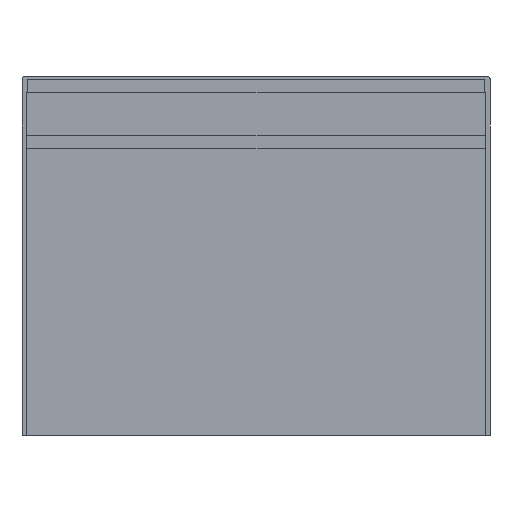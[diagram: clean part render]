
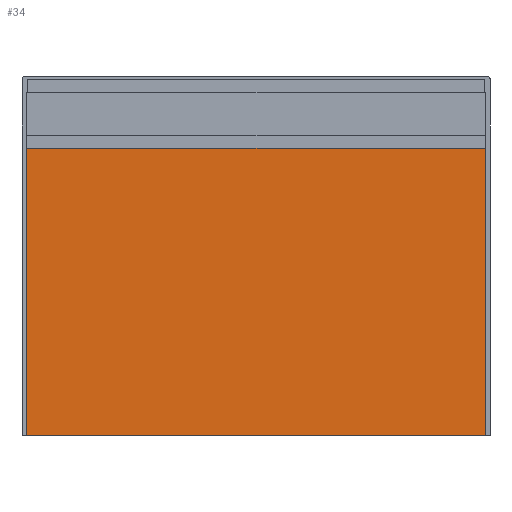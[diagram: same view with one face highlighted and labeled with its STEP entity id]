
A CAD part, front view. The second image highlights one B-rep face of the part: STEP entity #34.
In plain terms, the highlighted planar face has unit normal (0, -1, 0).
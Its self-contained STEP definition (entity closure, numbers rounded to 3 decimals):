
#34 = ADVANCED_FACE ( 'NONE', ( #4499 ), #2382, .T. ) ;
#39 = ORIENTED_EDGE ( 'NONE', *, *, #1410, .F. ) ;
#120 = VERTEX_POINT ( 'NONE', #4771 ) ;
#307 = DIRECTION ( 'NONE',  ( 0., -1., 0. ) ) ;
#363 = CARTESIAN_POINT ( 'NONE',  ( 675.441, -490.1, 368.1 ) ) ;
#592 = DIRECTION ( 'NONE',  ( -1., 0., 0. ) ) ;
#790 = VERTEX_POINT ( 'NONE', #1299 ) ;
#1078 = LINE ( 'NONE', #5760, #3169 ) ;
#1121 = AXIS2_PLACEMENT_3D ( 'NONE', #3438, #307, #1908 ) ;
#1299 = CARTESIAN_POINT ( 'NONE',  ( 294., -490.1, 0. ) ) ;
#1410 = EDGE_CURVE ( 'NONE', #1696, #1609, #1078, .T. ) ;
#1439 = EDGE_CURVE ( 'NONE', #120, #1609, #3011, .T. ) ;
#1589 = CARTESIAN_POINT ( 'NONE',  ( 675.441, -490.1, 0. ) ) ;
#1609 = VERTEX_POINT ( 'NONE', #2961 ) ;
#1696 = VERTEX_POINT ( 'NONE', #5013 ) ;
#1908 = DIRECTION ( 'NONE',  ( 0., 0., -1. ) ) ;
#2382 = PLANE ( 'NONE',  #1121 ) ;
#2620 = VECTOR ( 'NONE', #592, 1000. ) ;
#2634 = EDGE_CURVE ( 'NONE', #790, #1696, #4722, .T. ) ;
#2717 = VECTOR ( 'NONE', #3550, 1000. ) ;
#2961 = CARTESIAN_POINT ( 'NONE',  ( -294., -490.1, 368.1 ) ) ;
#3011 = LINE ( 'NONE', #363, #4367 ) ;
#3162 = DIRECTION ( 'NONE',  ( 0., 0., 1. ) ) ;
#3169 = VECTOR ( 'NONE', #3162, 1000. ) ;
#3438 = CARTESIAN_POINT ( 'NONE',  ( 675.441, -490.1, 0. ) ) ;
#3451 = EDGE_LOOP ( 'NONE', ( #5196, #4889, #39, #5529 ) ) ;
#3550 = DIRECTION ( 'NONE',  ( 0., 0., -1. ) ) ;
#4006 = DIRECTION ( 'NONE',  ( -1., 0., 0. ) ) ;
#4367 = VECTOR ( 'NONE', #4006, 1000. ) ;
#4499 = FACE_OUTER_BOUND ( 'NONE', #3451, .T. ) ;
#4722 = LINE ( 'NONE', #1589, #2620 ) ;
#4771 = CARTESIAN_POINT ( 'NONE',  ( 294., -490.1, 368.1 ) ) ;
#4889 = ORIENTED_EDGE ( 'NONE', *, *, #1439, .T. ) ;
#5013 = CARTESIAN_POINT ( 'NONE',  ( -294., -490.1, 0. ) ) ;
#5029 = CARTESIAN_POINT ( 'NONE',  ( 294., -490.1, 0. ) ) ;
#5196 = ORIENTED_EDGE ( 'NONE', *, *, #6289, .F. ) ;
#5529 = ORIENTED_EDGE ( 'NONE', *, *, #2634, .F. ) ;
#5760 = CARTESIAN_POINT ( 'NONE',  ( -294., -490.1, 0. ) ) ;
#6047 = LINE ( 'NONE', #5029, #2717 ) ;
#6289 = EDGE_CURVE ( 'NONE', #120, #790, #6047, .T. ) ;
